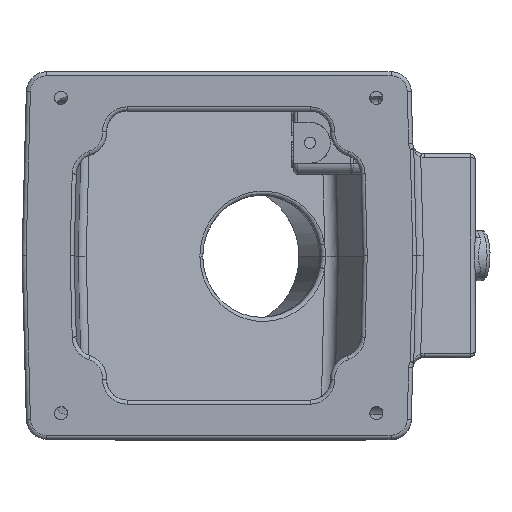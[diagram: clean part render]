
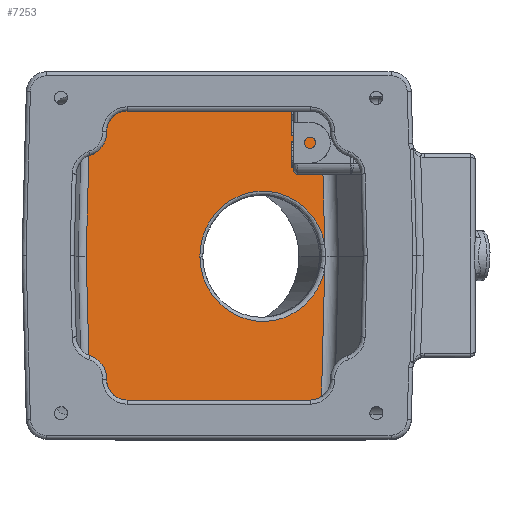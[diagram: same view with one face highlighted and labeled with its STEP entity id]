
A CAD part, top view. The second image highlights one B-rep face of the part: STEP entity #7253.
In plain terms, the highlighted planar face has unit normal (0.256, 0, 0.967).
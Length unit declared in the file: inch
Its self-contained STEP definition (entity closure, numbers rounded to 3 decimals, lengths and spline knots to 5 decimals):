
#449 = EDGE_CURVE ( 'NONE', #32957, #41226, #33317, .T. ) ;
#519 = CARTESIAN_POINT ( 'NONE',  ( -1.72468, 1.815, -4.98481 ) ) ;
#1226 = VERTEX_POINT ( 'NONE', #5506 ) ;
#1344 = LINE ( 'NONE', #9023, #44045 ) ;
#2456 = DIRECTION ( 'NONE',  ( -0.025, -1., 0.007 ) ) ;
#2652 = DIRECTION ( 'NONE',  ( 0.967, 0., -0.256 ) ) ;
#3121 = DIRECTION ( 'NONE',  ( -0.967, 0., 0.256 ) ) ;
#3276 = LINE ( 'NONE', #13499, #32536 ) ;
#3502 = EDGE_CURVE ( 'NONE', #41581, #32957, #21360, .T. ) ;
#4594 = LINE ( 'NONE', #519, #11774 ) ;
#5506 = CARTESIAN_POINT ( 'NONE',  ( 1.26104, -1.815, -5.77581 ) ) ;
#7129 = CARTESIAN_POINT ( 'NONE',  ( 1.30322, -0.14869, -5.78698 ) ) ;
#7253 = ADVANCED_FACE ( 'NONE', ( #28501 ), #18277, .F. ) ;
#8725 = EDGE_CURVE ( 'NONE', #28509, #1226, #44828, .T. ) ;
#9023 = CARTESIAN_POINT ( 'NONE',  ( -1.62712, 0., -5.01065 ) ) ;
#9137 = ORIENTED_EDGE ( 'NONE', *, *, #20358, .F. ) ;
#9850 = AXIS2_PLACEMENT_3D ( 'NONE', #18502, #35274, #3121 ) ;
#10237 = CARTESIAN_POINT ( 'NONE',  ( -0.2299, -0.00917, -5.38082 ) ) ;
#11367 = VECTOR ( 'NONE', #2652, 39.37008 ) ;
#11554 = DIRECTION ( 'NONE',  ( 0.027, 1., -0.007 ) ) ;
#11751 = CARTESIAN_POINT ( 'NONE',  ( 1.30322, 0.14869, -5.78698 ) ) ;
#11774 = VECTOR ( 'NONE', #32280, 39.37008 ) ;
#13499 = CARTESIAN_POINT ( 'NONE',  ( -1.57823, -1.815, -5.02361 ) ) ;
#13805 = EDGE_CURVE ( 'NONE', #31685, #21872, #1344, .T. ) ;
#15645 = CARTESIAN_POINT ( 'NONE',  ( -1.62712, 0., -5.01065 ) ) ;
#16392 = ORIENTED_EDGE ( 'NONE', *, *, #3502, .F. ) ;
#18277 = PLANE ( 'NONE',  #9850 ) ;
#18404 = CARTESIAN_POINT ( 'NONE',  ( 1.26104, 1.815, -5.77581 ) ) ;
#18457 = ORIENTED_EDGE ( 'NONE', *, *, #8725, .T. ) ;
#18502 = CARTESIAN_POINT ( 'NONE',  ( -1.71855, 1., -4.98643 ) ) ;
#19896 = CARTESIAN_POINT ( 'NONE',  ( -1.57823, 1.815, -5.02361 ) ) ;
#20358 = EDGE_CURVE ( 'NONE', #28509, #31685, #3276, .T. ) ;
#21360 = LINE ( 'NONE', #18404, #30048 ) ;
#21434 = CARTESIAN_POINT ( 'NONE',  ( -0.2299, -0.00917, -5.38082 ) ) ;
#21872 = VERTEX_POINT ( 'NONE', #19896 ) ;
#22825 = CARTESIAN_POINT ( 'NONE',  ( 1.26104, 1.815, -5.77581 ) ) ;
#23184 = EDGE_CURVE ( 'NONE', #26551, #1226, #40793, .T. ) ;
#24007 = CARTESIAN_POINT ( 'NONE',  ( 1.30322, -0.14869, -5.78698 ) ) ;
#24092 = CARTESIAN_POINT ( 'NONE',  ( -0.24493, 1.3469, -5.37684 ) ) ;
#24640 = VECTOR ( 'NONE', #2456, 39.37008 ) ;
#24947 = CARTESIAN_POINT ( 'NONE',  ( 1.05956, 1.48122, -5.72243 ) ) ;
#24982 = DIRECTION ( 'NONE',  ( 0.025, -1., -0.007 ) ) ;
#26551 = VERTEX_POINT ( 'NONE', #44726 ) ;
#26675 = EDGE_CURVE ( 'NONE', #41581, #21872, #4594, .T. ) ;
#27177 = CARTESIAN_POINT ( 'NONE',  ( 1.44315, -1.815, -5.82405 ) ) ;
#27283 = CARTESIAN_POINT ( 'NONE',  ( 1.30322, 0.14869, -5.78698 ) ) ;
#27343 = ORIENTED_EDGE ( 'NONE', *, *, #42620, .F. ) ;
#27356 = DIRECTION ( 'NONE',  ( -0.027, 1., 0.007 ) ) ;
#28501 = FACE_OUTER_BOUND ( 'NONE', #36548, .T. ) ;
#28509 = VERTEX_POINT ( 'NONE', #34418 ) ;
#30048 = VECTOR ( 'NONE', #24982, 39.37008 ) ;
#31640 = CARTESIAN_POINT ( 'NONE',  ( -0.21517, -1.33797, -5.38472 ) ) ;
#31685 = VERTEX_POINT ( 'NONE', #15645 ) ;
#32280 = DIRECTION ( 'NONE',  ( -0.967, 0., 0.256 ) ) ;
#32536 = VECTOR ( 'NONE', #27356, 39.37008 ) ;
#32957 = VERTEX_POINT ( 'NONE', #11751 ) ;
#33317 =( BOUNDED_CURVE ( )  B_SPLINE_CURVE ( 3, ( #27283, #24947, #24092, #10237 ),
 .UNSPECIFIED., .F., .T. ) 
 B_SPLINE_CURVE_WITH_KNOTS ( ( 4, 4 ),
 ( 0., 0.50194 ),
 .UNSPECIFIED. ) 
 CURVE ( )  GEOMETRIC_REPRESENTATION_ITEM ( )  RATIONAL_B_SPLINE_CURVE ( ( 1., 0.392, 0.392, 1. ) ) 
 REPRESENTATION_ITEM ( '' )  );
#33763 = CARTESIAN_POINT ( 'NONE',  ( -0.2299, -0.00917, -5.38082 ) ) ;
#34418 = CARTESIAN_POINT ( 'NONE',  ( -1.57823, -1.815, -5.02361 ) ) ;
#35274 = DIRECTION ( 'NONE',  ( -0.256, 0., -0.967 ) ) ;
#36153 = ORIENTED_EDGE ( 'NONE', *, *, #13805, .F. ) ;
#36548 = EDGE_LOOP ( 'NONE', ( #16392, #41787, #36153, #9137, #18457, #44531, #27343, #37557 ) ) ;
#37557 = ORIENTED_EDGE ( 'NONE', *, *, #449, .F. ) ;
#37979 = CARTESIAN_POINT ( 'NONE',  ( 1.06446, -1.45442, -5.72373 ) ) ;
#40406 =( BOUNDED_CURVE ( )  B_SPLINE_CURVE ( 3, ( #21434, #31640, #37979, #7129 ),
 .UNSPECIFIED., .F., .T. ) 
 B_SPLINE_CURVE_WITH_KNOTS ( ( 4, 4 ),
 ( 0.50194, 1. ),
 .UNSPECIFIED. ) 
 CURVE ( )  GEOMETRIC_REPRESENTATION_ITEM ( )  RATIONAL_B_SPLINE_CURVE ( ( 1., 0.399, 0.399, 1. ) ) 
 REPRESENTATION_ITEM ( '' )  );
#40793 = LINE ( 'NONE', #24007, #24640 ) ;
#41226 = VERTEX_POINT ( 'NONE', #33763 ) ;
#41581 = VERTEX_POINT ( 'NONE', #22825 ) ;
#41787 = ORIENTED_EDGE ( 'NONE', *, *, #26675, .T. ) ;
#42620 = EDGE_CURVE ( 'NONE', #41226, #26551, #40406, .T. ) ;
#44045 = VECTOR ( 'NONE', #11554, 39.37008 ) ;
#44531 = ORIENTED_EDGE ( 'NONE', *, *, #23184, .F. ) ;
#44726 = CARTESIAN_POINT ( 'NONE',  ( 1.30322, -0.14869, -5.78698 ) ) ;
#44828 = LINE ( 'NONE', #27177, #11367 ) ;
